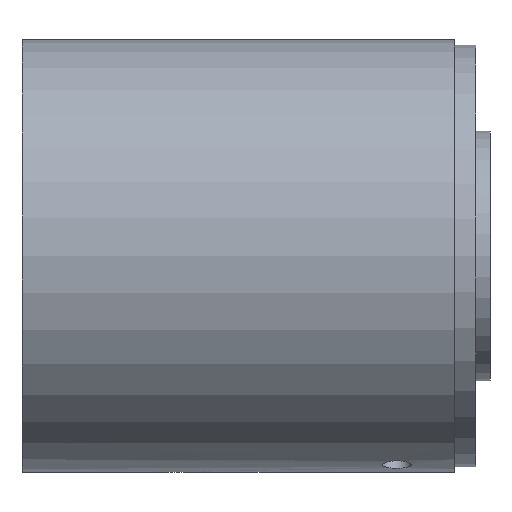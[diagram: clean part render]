
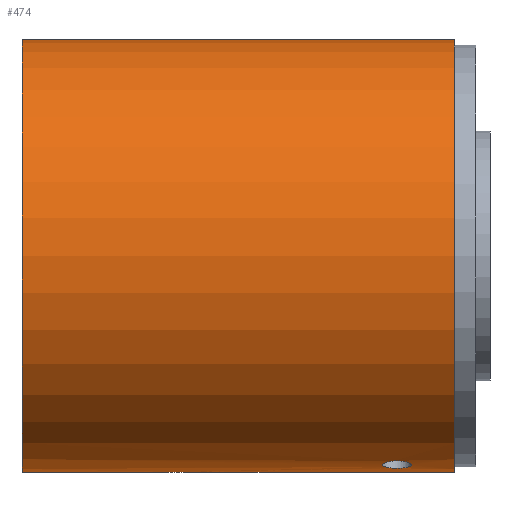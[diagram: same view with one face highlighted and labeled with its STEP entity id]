
A CAD part, top view. The second image highlights one B-rep face of the part: STEP entity #474.
In plain terms, the highlighted cylindrical face has radius 30.3 mm (diameter 60.6 mm), a full revolution.
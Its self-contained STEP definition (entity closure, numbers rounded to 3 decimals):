
#19=FACE_BOUND('',#95,.T.);
#59=FACE_OUTER_BOUND('',#94,.T.);
#94=EDGE_LOOP('',(#351,#352,#353,#354,#355,#356,#357,#358,#359));
#95=EDGE_LOOP('',(#360,#361,#362));
#136=CIRCLE('',#526,30.3);
#137=CIRCLE('',#529,30.3);
#158=LINE('',#832,#190);
#159=LINE('',#833,#191);
#190=VECTOR('',#609,30.3);
#191=VECTOR('',#610,30.3);
#219=B_SPLINE_CURVE_WITH_KNOTS('',3,(#726,#727,#728,#729,#730,#731,#732,
#733,#734,#735),.UNSPECIFIED.,.F.,.F.,(4,2,2,2,4),(0.301,0.377,
0.452,0.528,0.603),.UNSPECIFIED.);
#220=B_SPLINE_CURVE_WITH_KNOTS('',3,(#737,#738,#739,#740,#741,#742,#743,
#744,#745,#746,#747,#748,#749,#750,#751,#752,#753,#754,#755),
 .UNSPECIFIED.,.F.,.F.,(4,2,2,2,3,2,2,2,4),(0.904,0.98,
1.055,1.13,1.206,1.281,1.356,
1.432,1.507),.UNSPECIFIED.);
#221=B_SPLINE_CURVE_WITH_KNOTS('',3,(#756,#757,#758,#759,#760,#761,#762,
#763,#764,#765),.UNSPECIFIED.,.F.,.F.,(4,2,2,2,4),(0.603,0.678,
0.754,0.829,0.904),.UNSPECIFIED.);
#222=B_SPLINE_CURVE_WITH_KNOTS('',3,(#789,#790,#791,#792,#793,#794,#795,
#796,#797,#798),.UNSPECIFIED.,.F.,.F.,(4,2,2,2,4),(0.,0.075,
0.151,0.226,0.301),.UNSPECIFIED.);
#223=B_SPLINE_CURVE_WITH_KNOTS('',3,(#800,#801,#802,#803,#804,#805,#806,
#807,#808,#809),.UNSPECIFIED.,.F.,.F.,(4,2,2,2,4),(0.904,0.98,
1.055,1.13,1.206),.UNSPECIFIED.);
#224=B_SPLINE_CURVE_WITH_KNOTS('',3,(#811,#812,#813,#814,#815,#816,#817,
#818,#819,#820,#821,#822,#823,#824,#825,#826,#827,#828),.UNSPECIFIED.,.F.,
 .F.,(4,2,2,2,2,2,2,2,4),(0.301,0.377,0.452,
0.528,0.603,0.678,0.754,
0.829,0.904),.UNSPECIFIED.);
#225=VERTEX_POINT('',#724);
#226=VERTEX_POINT('',#725);
#227=VERTEX_POINT('',#736);
#233=VERTEX_POINT('',#784);
#234=VERTEX_POINT('',#787);
#235=VERTEX_POINT('',#788);
#236=VERTEX_POINT('',#799);
#237=VERTEX_POINT('',#830);
#267=EDGE_CURVE('',#225,#226,#219,.T.);
#268=EDGE_CURVE('',#227,#225,#220,.T.);
#269=EDGE_CURVE('',#226,#227,#221,.T.);
#277=EDGE_CURVE('',#233,#233,#136,.T.);
#278=EDGE_CURVE('',#234,#235,#222,.T.);
#279=EDGE_CURVE('',#236,#234,#223,.T.);
#281=EDGE_CURVE('',#235,#236,#224,.T.);
#282=EDGE_CURVE('',#237,#237,#137,.T.);
#283=EDGE_CURVE('',#237,#235,#158,.T.);
#284=EDGE_CURVE('',#236,#233,#159,.T.);
#351=ORIENTED_EDGE('',*,*,#282,.T.);
#352=ORIENTED_EDGE('',*,*,#283,.T.);
#353=ORIENTED_EDGE('',*,*,#281,.T.);
#354=ORIENTED_EDGE('',*,*,#284,.T.);
#355=ORIENTED_EDGE('',*,*,#277,.T.);
#356=ORIENTED_EDGE('',*,*,#284,.F.);
#357=ORIENTED_EDGE('',*,*,#279,.T.);
#358=ORIENTED_EDGE('',*,*,#278,.T.);
#359=ORIENTED_EDGE('',*,*,#283,.F.);
#360=ORIENTED_EDGE('',*,*,#267,.T.);
#361=ORIENTED_EDGE('',*,*,#269,.T.);
#362=ORIENTED_EDGE('',*,*,#268,.T.);
#456=CYLINDRICAL_SURFACE('',#528,30.3);
#474=ADVANCED_FACE('',(#59,#19),#456,.T.);
#526=AXIS2_PLACEMENT_3D('',#785,#600,#601);
#528=AXIS2_PLACEMENT_3D('',#829,#605,#606);
#529=AXIS2_PLACEMENT_3D('',#831,#607,#608);
#600=DIRECTION('center_axis',(1.,0.,0.));
#601=DIRECTION('ref_axis',(0.,1.,0.));
#605=DIRECTION('center_axis',(1.,0.,0.));
#606=DIRECTION('ref_axis',(0.,1.,0.));
#607=DIRECTION('center_axis',(-1.,0.,0.));
#608=DIRECTION('ref_axis',(0.,1.,0.));
#609=DIRECTION('',(-1.,0.,0.));
#610=DIRECTION('',(-1.,0.,0.));
#724=CARTESIAN_POINT('',(54.473,-29.268,7.842));
#725=CARTESIAN_POINT('',(52.473,-29.721,5.893));
#726=CARTESIAN_POINT('Ctrl Pts',(54.473,-29.268,7.842));
#727=CARTESIAN_POINT('Ctrl Pts',(54.473,-29.333,7.6));
#728=CARTESIAN_POINT('Ctrl Pts',(54.423,-29.399,7.34));
#729=CARTESIAN_POINT('Ctrl Pts',(54.219,-29.514,6.861));
#730=CARTESIAN_POINT('Ctrl Pts',(54.065,-29.564,6.641));
#731=CARTESIAN_POINT('Ctrl Pts',(53.71,-29.64,6.294));
#732=CARTESIAN_POINT('Ctrl Pts',(53.485,-29.671,6.143));
#733=CARTESIAN_POINT('Ctrl Pts',(52.992,-29.712,5.943));
#734=CARTESIAN_POINT('Ctrl Pts',(52.724,-29.721,5.893));
#735=CARTESIAN_POINT('Ctrl Pts',(52.473,-29.721,5.893));
#736=CARTESIAN_POINT('',(50.473,-29.268,7.842));
#737=CARTESIAN_POINT('Ctrl Pts',(50.473,-29.268,7.842));
#738=CARTESIAN_POINT('Ctrl Pts',(50.473,-29.203,8.085));
#739=CARTESIAN_POINT('Ctrl Pts',(50.523,-29.13,8.343));
#740=CARTESIAN_POINT('Ctrl Pts',(50.727,-28.99,8.815));
#741=CARTESIAN_POINT('Ctrl Pts',(50.881,-28.924,9.03));
#742=CARTESIAN_POINT('Ctrl Pts',(51.236,-28.816,9.369));
#743=CARTESIAN_POINT('Ctrl Pts',(51.461,-28.767,9.515));
#744=CARTESIAN_POINT('Ctrl Pts',(51.954,-28.702,9.709));
#745=CARTESIAN_POINT('Ctrl Pts',(52.222,-28.686,9.757));
#746=CARTESIAN_POINT('Ctrl Pts',(52.473,-28.686,9.757));
#747=CARTESIAN_POINT('Ctrl Pts',(52.724,-28.686,9.757));
#748=CARTESIAN_POINT('Ctrl Pts',(52.992,-28.702,9.709));
#749=CARTESIAN_POINT('Ctrl Pts',(53.485,-28.767,9.515));
#750=CARTESIAN_POINT('Ctrl Pts',(53.71,-28.816,9.369));
#751=CARTESIAN_POINT('Ctrl Pts',(54.065,-28.924,9.03));
#752=CARTESIAN_POINT('Ctrl Pts',(54.219,-28.99,8.815));
#753=CARTESIAN_POINT('Ctrl Pts',(54.423,-29.13,8.343));
#754=CARTESIAN_POINT('Ctrl Pts',(54.473,-29.203,8.085));
#755=CARTESIAN_POINT('Ctrl Pts',(54.473,-29.268,7.842));
#756=CARTESIAN_POINT('Ctrl Pts',(52.473,-29.721,5.893));
#757=CARTESIAN_POINT('Ctrl Pts',(52.222,-29.721,5.893));
#758=CARTESIAN_POINT('Ctrl Pts',(51.954,-29.712,5.943));
#759=CARTESIAN_POINT('Ctrl Pts',(51.461,-29.671,6.143));
#760=CARTESIAN_POINT('Ctrl Pts',(51.236,-29.64,6.294));
#761=CARTESIAN_POINT('Ctrl Pts',(50.881,-29.564,6.641));
#762=CARTESIAN_POINT('Ctrl Pts',(50.727,-29.514,6.861));
#763=CARTESIAN_POINT('Ctrl Pts',(50.523,-29.399,7.34));
#764=CARTESIAN_POINT('Ctrl Pts',(50.473,-29.333,7.6));
#765=CARTESIAN_POINT('Ctrl Pts',(50.473,-29.268,7.842));
#784=CARTESIAN_POINT('',(0.,-30.3,0.));
#785=CARTESIAN_POINT('Origin',(0.,0.,0.));
#787=CARTESIAN_POINT('',(22.2,-30.234,2.));
#788=CARTESIAN_POINT('',(24.2,-30.3,0.));
#789=CARTESIAN_POINT('Ctrl Pts',(22.2,-30.234,2.));
#790=CARTESIAN_POINT('Ctrl Pts',(22.451,-30.234,2.));
#791=CARTESIAN_POINT('Ctrl Pts',(22.719,-30.237,1.95));
#792=CARTESIAN_POINT('Ctrl Pts',(23.212,-30.25,1.746));
#793=CARTESIAN_POINT('Ctrl Pts',(23.437,-30.259,1.592));
#794=CARTESIAN_POINT('Ctrl Pts',(23.792,-30.275,1.237));
#795=CARTESIAN_POINT('Ctrl Pts',(23.946,-30.284,1.012));
#796=CARTESIAN_POINT('Ctrl Pts',(24.15,-30.297,0.519));
#797=CARTESIAN_POINT('Ctrl Pts',(24.2,-30.3,0.251));
#798=CARTESIAN_POINT('Ctrl Pts',(24.2,-30.3,0.));
#799=CARTESIAN_POINT('',(20.2,-30.3,0.));
#800=CARTESIAN_POINT('Ctrl Pts',(20.2,-30.3,0.));
#801=CARTESIAN_POINT('Ctrl Pts',(20.2,-30.3,0.251));
#802=CARTESIAN_POINT('Ctrl Pts',(20.25,-30.297,0.519));
#803=CARTESIAN_POINT('Ctrl Pts',(20.454,-30.284,1.012));
#804=CARTESIAN_POINT('Ctrl Pts',(20.608,-30.275,1.237));
#805=CARTESIAN_POINT('Ctrl Pts',(20.963,-30.259,1.592));
#806=CARTESIAN_POINT('Ctrl Pts',(21.188,-30.25,1.746));
#807=CARTESIAN_POINT('Ctrl Pts',(21.681,-30.237,1.95));
#808=CARTESIAN_POINT('Ctrl Pts',(21.949,-30.234,2.));
#809=CARTESIAN_POINT('Ctrl Pts',(22.2,-30.234,2.));
#811=CARTESIAN_POINT('Ctrl Pts',(24.2,-30.3,0.));
#812=CARTESIAN_POINT('Ctrl Pts',(24.2,-30.3,-0.251));
#813=CARTESIAN_POINT('Ctrl Pts',(24.15,-30.297,-0.519));
#814=CARTESIAN_POINT('Ctrl Pts',(23.946,-30.284,-1.012));
#815=CARTESIAN_POINT('Ctrl Pts',(23.792,-30.275,-1.237));
#816=CARTESIAN_POINT('Ctrl Pts',(23.437,-30.259,-1.592));
#817=CARTESIAN_POINT('Ctrl Pts',(23.212,-30.25,-1.746));
#818=CARTESIAN_POINT('Ctrl Pts',(22.719,-30.237,-1.95));
#819=CARTESIAN_POINT('Ctrl Pts',(22.451,-30.234,-2.));
#820=CARTESIAN_POINT('Ctrl Pts',(21.949,-30.234,-2.));
#821=CARTESIAN_POINT('Ctrl Pts',(21.681,-30.237,-1.95));
#822=CARTESIAN_POINT('Ctrl Pts',(21.188,-30.25,-1.746));
#823=CARTESIAN_POINT('Ctrl Pts',(20.963,-30.259,-1.592));
#824=CARTESIAN_POINT('Ctrl Pts',(20.608,-30.275,-1.237));
#825=CARTESIAN_POINT('Ctrl Pts',(20.454,-30.284,-1.012));
#826=CARTESIAN_POINT('Ctrl Pts',(20.25,-30.297,-0.519));
#827=CARTESIAN_POINT('Ctrl Pts',(20.2,-30.3,-0.251));
#828=CARTESIAN_POINT('Ctrl Pts',(20.2,-30.3,0.));
#829=CARTESIAN_POINT('Origin',(0.,0.,0.));
#830=CARTESIAN_POINT('',(60.5,-30.3,0.));
#831=CARTESIAN_POINT('Origin',(60.5,0.,0.));
#832=CARTESIAN_POINT('',(0.,-30.3,0.));
#833=CARTESIAN_POINT('',(0.,-30.3,0.));
